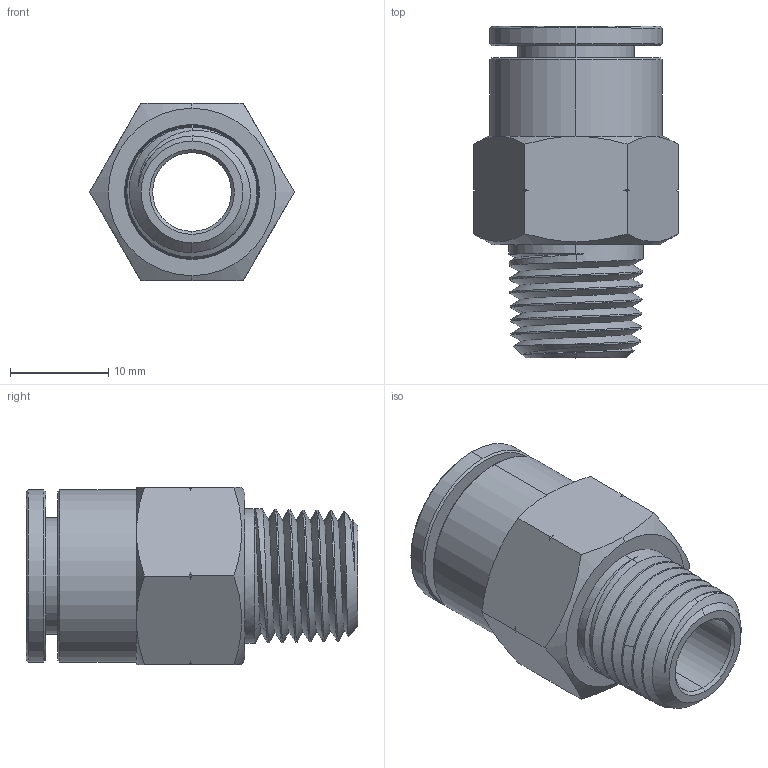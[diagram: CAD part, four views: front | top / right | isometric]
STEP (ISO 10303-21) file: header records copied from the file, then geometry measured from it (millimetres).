
FILE_DESCRIPTION (( 'STEP AP203' ), '1' );
FILE_NAME ('MCS3-8N1-4W.STEP', '2016-10-20T18:08:26', ( '' ), ( '' ), 'SwSTEP 2.0', 'SolidWorks 2016', '' );
FILE_SCHEMA (( 'CONFIG_CONTROL_DESIGN' ));
Products named in the file (1): MCS3-8N1-4W
Bounding box: 20.78 x 33.7 x 18 mm (x, y, z)
Volume: 4381.8 mm3; surface area: 6695 mm2
Topology: 6 solids, 6 shells, 419 faces, 1161 edges, 760 vertices
Faces by surface type: cone 161, plane 142, cylinder 62, bspline 54
Entity records: 44826 total; most frequent: CARTESIAN_POINT 34906, ORIENTED_EDGE 2322, DIRECTION 1738, EDGE_CURVE 1161, VERTEX_POINT 760, AXIS2_PLACEMENT_3D 714, B_SPLINE_CURVE_WITH_KNOTS 503, EDGE_LOOP 437
